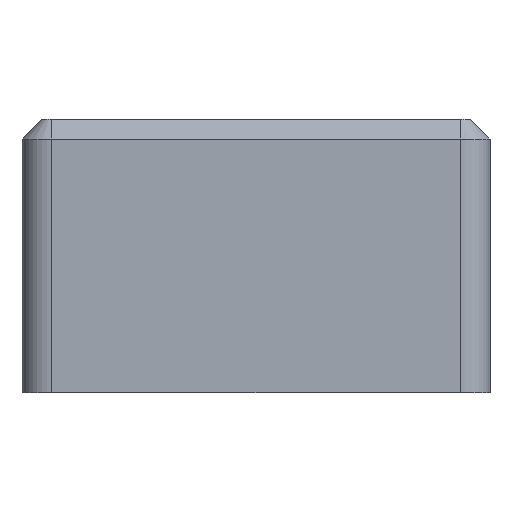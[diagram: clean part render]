
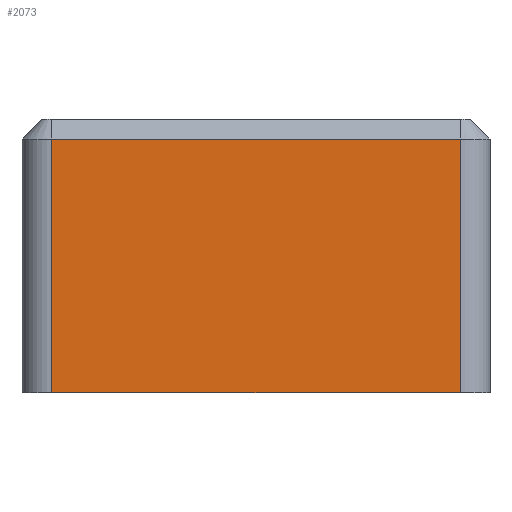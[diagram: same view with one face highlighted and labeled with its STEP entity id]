
A CAD part, left-side view. The second image highlights one B-rep face of the part: STEP entity #2073.
In plain terms, the highlighted planar face has unit normal (-1, 0, 0).
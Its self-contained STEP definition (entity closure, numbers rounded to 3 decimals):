
#99 = AXIS2_PLACEMENT_3D ( 'NONE', #2094, #1797, #357 ) ;
#247 = VECTOR ( 'NONE', #572, 1000. ) ;
#357 = DIRECTION ( 'NONE',  ( 0., 0., -1. ) ) ;
#418 = EDGE_CURVE ( 'NONE', #906, #2773, #644, .T. ) ;
#464 = VECTOR ( 'NONE', #2487, 1000. ) ;
#572 = DIRECTION ( 'NONE',  ( 0., 0., -1. ) ) ;
#644 = LINE ( 'NONE', #1971, #247 ) ;
#906 = VERTEX_POINT ( 'NONE', #2136 ) ;
#1063 = EDGE_CURVE ( 'NONE', #1125, #1619, #3447, .T. ) ;
#1125 = VERTEX_POINT ( 'NONE', #1943 ) ;
#1130 = LINE ( 'NONE', #3274, #2087 ) ;
#1550 = DIRECTION ( 'NONE',  ( 0., 1., 0. ) ) ;
#1619 = VERTEX_POINT ( 'NONE', #2059 ) ;
#1797 = DIRECTION ( 'NONE',  ( 1., 0., 0. ) ) ;
#1893 = ORIENTED_EDGE ( 'NONE', *, *, #2036, .T. ) ;
#1943 = CARTESIAN_POINT ( 'NONE',  ( -70.655, -87.158, -24.5 ) ) ;
#1971 = CARTESIAN_POINT ( 'NONE',  ( -70.655, -46.157, 3. ) ) ;
#2036 = EDGE_CURVE ( 'NONE', #1619, #906, #1130, .T. ) ;
#2059 = CARTESIAN_POINT ( 'NONE',  ( -70.655, -87.158, 1. ) ) ;
#2073 = ADVANCED_FACE ( 'NONE', ( #3575 ), #2737, .F. ) ;
#2087 = VECTOR ( 'NONE', #1550, 1000. ) ;
#2094 = CARTESIAN_POINT ( 'NONE',  ( -70.655, -90.158, 3. ) ) ;
#2096 = VECTOR ( 'NONE', #3703, 1000. ) ;
#2136 = CARTESIAN_POINT ( 'NONE',  ( -70.655, -46.157, 1. ) ) ;
#2373 = EDGE_CURVE ( 'NONE', #1125, #2773, #3448, .T. ) ;
#2418 = CARTESIAN_POINT ( 'NONE',  ( -70.655, -90.158, -24.5 ) ) ;
#2487 = DIRECTION ( 'NONE',  ( 0., 1., 0. ) ) ;
#2737 = PLANE ( 'NONE',  #99 ) ;
#2763 = EDGE_LOOP ( 'NONE', ( #2913, #1893, #3079, #3704 ) ) ;
#2773 = VERTEX_POINT ( 'NONE', #3199 ) ;
#2913 = ORIENTED_EDGE ( 'NONE', *, *, #1063, .T. ) ;
#3079 = ORIENTED_EDGE ( 'NONE', *, *, #418, .T. ) ;
#3137 = CARTESIAN_POINT ( 'NONE',  ( -70.655, -87.158, 3. ) ) ;
#3199 = CARTESIAN_POINT ( 'NONE',  ( -70.655, -46.157, -24.5 ) ) ;
#3274 = CARTESIAN_POINT ( 'NONE',  ( -70.655, -90.158, 1. ) ) ;
#3447 = LINE ( 'NONE', #3137, #2096 ) ;
#3448 = LINE ( 'NONE', #2418, #464 ) ;
#3575 = FACE_OUTER_BOUND ( 'NONE', #2763, .T. ) ;
#3703 = DIRECTION ( 'NONE',  ( 0., 0., 1. ) ) ;
#3704 = ORIENTED_EDGE ( 'NONE', *, *, #2373, .F. ) ;
